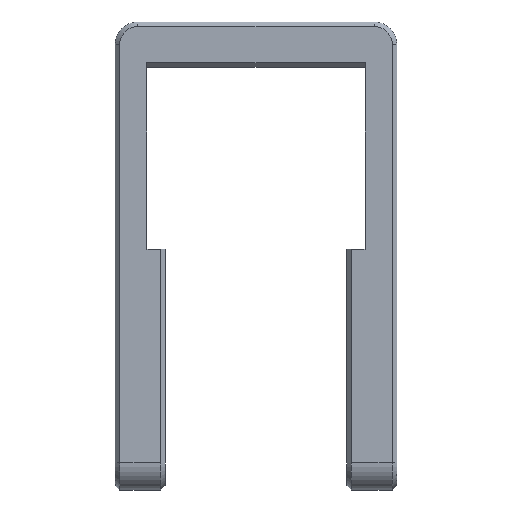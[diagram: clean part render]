
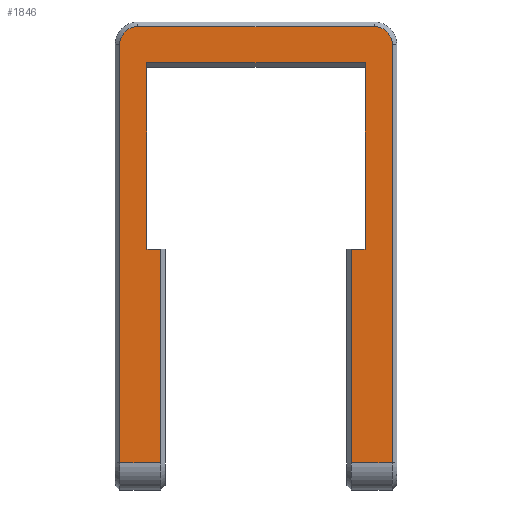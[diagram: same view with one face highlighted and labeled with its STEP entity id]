
A CAD part, front view. The second image highlights one B-rep face of the part: STEP entity #1846.
In plain terms, the highlighted planar face has unit normal (0, -1, 0).
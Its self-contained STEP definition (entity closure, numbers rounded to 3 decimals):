
#44 = CARTESIAN_POINT ( 'NONE',  ( 24., -6., -9. ) ) ;
#58 = CARTESIAN_POINT ( 'NONE',  ( 0., -6., -50. ) ) ;
#98 = VECTOR ( 'NONE', #1660, 1000. ) ;
#120 = VECTOR ( 'NONE', #430, 1000. ) ;
#137 = CARTESIAN_POINT ( 'NONE',  ( -26., -6., -1. ) ) ;
#152 = ORIENTED_EDGE ( 'NONE', *, *, #1194, .T. ) ;
#158 = ORIENTED_EDGE ( 'NONE', *, *, #1571, .T. ) ;
#203 = VERTEX_POINT ( 'NONE', #1234 ) ;
#206 = CARTESIAN_POINT ( 'NONE',  ( 21., -6., -50. ) ) ;
#269 = CARTESIAN_POINT ( 'NONE',  ( -24., -6., -50. ) ) ;
#277 = EDGE_CURVE ( 'NONE', #1893, #1063, #1191, .T. ) ;
#283 = CARTESIAN_POINT ( 'NONE',  ( -24., -6., -10. ) ) ;
#301 = EDGE_LOOP ( 'NONE', ( #921, #681, #804, #158, #537, #761, #1259, #943, #1566, #523, #152, #856, #1106, #1140 ) ) ;
#313 = DIRECTION ( 'NONE',  ( 1., 0., 0. ) ) ;
#346 = PLANE ( 'NONE',  #813 ) ;
#359 = LINE ( 'NONE', #662, #1457 ) ;
#375 = DIRECTION ( 'NONE',  ( 0., -1., 0. ) ) ;
#399 = EDGE_CURVE ( 'NONE', #1847, #1491, #1117, .T. ) ;
#417 = DIRECTION ( 'NONE',  ( 0., -1., 0. ) ) ;
#419 = EDGE_CURVE ( 'NONE', #1893, #1493, #1576, .T. ) ;
#430 = DIRECTION ( 'NONE',  ( 1., 0., 0. ) ) ;
#432 = DIRECTION ( 'NONE',  ( -1., 0., 0. ) ) ;
#447 = CARTESIAN_POINT ( 'NONE',  ( -21., -6., -50. ) ) ;
#455 = DIRECTION ( 'NONE',  ( 0., 0., 1. ) ) ;
#470 = CARTESIAN_POINT ( 'NONE',  ( 21., -6., -97. ) ) ;
#523 = ORIENTED_EDGE ( 'NONE', *, *, #989, .T. ) ;
#537 = ORIENTED_EDGE ( 'NONE', *, *, #1695, .T. ) ;
#549 = DIRECTION ( 'NONE',  ( 0., -1., 0. ) ) ;
#551 = EDGE_CURVE ( 'NONE', #1863, #1088, #1297, .T. ) ;
#596 = CARTESIAN_POINT ( 'NONE',  ( 24., -6., -50. ) ) ;
#622 = VECTOR ( 'NONE', #1708, 1000. ) ;
#662 = CARTESIAN_POINT ( 'NONE',  ( -21., -6., -50. ) ) ;
#681 = ORIENTED_EDGE ( 'NONE', *, *, #1056, .T. ) ;
#737 = CARTESIAN_POINT ( 'NONE',  ( 24., -6., -9. ) ) ;
#746 = CARTESIAN_POINT ( 'NONE',  ( 30., -6., -5. ) ) ;
#761 = ORIENTED_EDGE ( 'NONE', *, *, #909, .F. ) ;
#773 = VECTOR ( 'NONE', #1300, 1000. ) ;
#777 = VECTOR ( 'NONE', #1054, 1000. ) ;
#782 = DIRECTION ( 'NONE',  ( 0., 0., -1. ) ) ;
#804 = ORIENTED_EDGE ( 'NONE', *, *, #551, .T. ) ;
#813 = AXIS2_PLACEMENT_3D ( 'NONE', #1363, #375, #1499 ) ;
#856 = ORIENTED_EDGE ( 'NONE', *, *, #399, .T. ) ;
#866 = LINE ( 'NONE', #1780, #1599 ) ;
#869 = VERTEX_POINT ( 'NONE', #1860 ) ;
#909 = EDGE_CURVE ( 'NONE', #869, #1889, #1154, .T. ) ;
#921 = ORIENTED_EDGE ( 'NONE', *, *, #419, .T. ) ;
#943 = ORIENTED_EDGE ( 'NONE', *, *, #1511, .T. ) ;
#985 = CARTESIAN_POINT ( 'NONE',  ( -21., -6., -97. ) ) ;
#989 = EDGE_CURVE ( 'NONE', #1649, #1676, #1783, .T. ) ;
#1021 = CARTESIAN_POINT ( 'NONE',  ( -30., -6., -97. ) ) ;
#1054 = DIRECTION ( 'NONE',  ( 0., 0., -1. ) ) ;
#1056 = EDGE_CURVE ( 'NONE', #1493, #1863, #1694, .T. ) ;
#1063 = VERTEX_POINT ( 'NONE', #447 ) ;
#1066 = CARTESIAN_POINT ( 'NONE',  ( -24., -6., -50. ) ) ;
#1079 = VERTEX_POINT ( 'NONE', #1616 ) ;
#1082 = DIRECTION ( 'NONE',  ( 0., 0., 1. ) ) ;
#1088 = VERTEX_POINT ( 'NONE', #596 ) ;
#1106 = ORIENTED_EDGE ( 'NONE', *, *, #1379, .T. ) ;
#1117 = LINE ( 'NONE', #1289, #120 ) ;
#1140 = ORIENTED_EDGE ( 'NONE', *, *, #277, .F. ) ;
#1154 = LINE ( 'NONE', #1425, #773 ) ;
#1170 = VERTEX_POINT ( 'NONE', #206 ) ;
#1188 = VECTOR ( 'NONE', #1325, 1000. ) ;
#1191 = LINE ( 'NONE', #58, #98 ) ;
#1194 = EDGE_CURVE ( 'NONE', #1676, #1847, #866, .T. ) ;
#1232 = FACE_OUTER_BOUND ( 'NONE', #301, .T. ) ;
#1234 = CARTESIAN_POINT ( 'NONE',  ( 26., -6., -1. ) ) ;
#1259 = ORIENTED_EDGE ( 'NONE', *, *, #1698, .T. ) ;
#1271 = CARTESIAN_POINT ( 'NONE',  ( 26., -6., -5. ) ) ;
#1275 = DIRECTION ( 'NONE',  ( 0., 0., -1. ) ) ;
#1280 = DIRECTION ( 'NONE',  ( 0., 0., -1. ) ) ;
#1289 = CARTESIAN_POINT ( 'NONE',  ( -31., -6., -97. ) ) ;
#1295 = VECTOR ( 'NONE', #432, 1000. ) ;
#1297 = LINE ( 'NONE', #1332, #777 ) ;
#1300 = DIRECTION ( 'NONE',  ( -1., 0., 0. ) ) ;
#1325 = DIRECTION ( 'NONE',  ( 0., 0., 1. ) ) ;
#1332 = CARTESIAN_POINT ( 'NONE',  ( 24., -6., -10. ) ) ;
#1363 = CARTESIAN_POINT ( 'NONE',  ( 0., -6., 0. ) ) ;
#1379 = EDGE_CURVE ( 'NONE', #1491, #1063, #359, .T. ) ;
#1411 = CIRCLE ( 'NONE', #1840, 4. ) ;
#1425 = CARTESIAN_POINT ( 'NONE',  ( -31., -6., -97. ) ) ;
#1447 = CARTESIAN_POINT ( 'NONE',  ( -26., -6., -5. ) ) ;
#1454 = LINE ( 'NONE', #1729, #1295 ) ;
#1457 = VECTOR ( 'NONE', #1082, 1000. ) ;
#1484 = DIRECTION ( 'NONE',  ( 0., 0., -1. ) ) ;
#1491 = VERTEX_POINT ( 'NONE', #985 ) ;
#1493 = VERTEX_POINT ( 'NONE', #1550 ) ;
#1499 = DIRECTION ( 'NONE',  ( 0., 0., -1. ) ) ;
#1506 = LINE ( 'NONE', #470, #1856 ) ;
#1511 = EDGE_CURVE ( 'NONE', #1079, #203, #1411, .T. ) ;
#1549 = AXIS2_PLACEMENT_3D ( 'NONE', #1447, #417, #1275 ) ;
#1550 = CARTESIAN_POINT ( 'NONE',  ( -24., -6., -9. ) ) ;
#1554 = VECTOR ( 'NONE', #313, 1000. ) ;
#1566 = ORIENTED_EDGE ( 'NONE', *, *, #1685, .T. ) ;
#1571 = EDGE_CURVE ( 'NONE', #1088, #1170, #1574, .T. ) ;
#1574 = LINE ( 'NONE', #269, #622 ) ;
#1576 = LINE ( 'NONE', #283, #1859 ) ;
#1599 = VECTOR ( 'NONE', #782, 1000. ) ;
#1616 = CARTESIAN_POINT ( 'NONE',  ( 30., -6., -5. ) ) ;
#1649 = VERTEX_POINT ( 'NONE', #137 ) ;
#1660 = DIRECTION ( 'NONE',  ( 1., 0., 0. ) ) ;
#1668 = CARTESIAN_POINT ( 'NONE',  ( 21., -6., -97. ) ) ;
#1676 = VERTEX_POINT ( 'NONE', #1736 ) ;
#1685 = EDGE_CURVE ( 'NONE', #203, #1649, #1454, .T. ) ;
#1694 = LINE ( 'NONE', #737, #1554 ) ;
#1695 = EDGE_CURVE ( 'NONE', #1170, #1889, #1506, .T. ) ;
#1698 = EDGE_CURVE ( 'NONE', #869, #1079, #1809, .T. ) ;
#1708 = DIRECTION ( 'NONE',  ( -1., 0., 0. ) ) ;
#1729 = CARTESIAN_POINT ( 'NONE',  ( -26., -6., -1. ) ) ;
#1736 = CARTESIAN_POINT ( 'NONE',  ( -30., -6., -5. ) ) ;
#1780 = CARTESIAN_POINT ( 'NONE',  ( -30., -6., -97. ) ) ;
#1783 = CIRCLE ( 'NONE', #1549, 4. ) ;
#1809 = LINE ( 'NONE', #746, #1188 ) ;
#1840 = AXIS2_PLACEMENT_3D ( 'NONE', #1271, #549, #1280 ) ;
#1846 = ADVANCED_FACE ( 'NONE', ( #1232 ), #346, .T. ) ;
#1847 = VERTEX_POINT ( 'NONE', #1021 ) ;
#1856 = VECTOR ( 'NONE', #1484, 1000. ) ;
#1859 = VECTOR ( 'NONE', #455, 1000. ) ;
#1860 = CARTESIAN_POINT ( 'NONE',  ( 30., -6., -97. ) ) ;
#1863 = VERTEX_POINT ( 'NONE', #44 ) ;
#1889 = VERTEX_POINT ( 'NONE', #1668 ) ;
#1893 = VERTEX_POINT ( 'NONE', #1066 ) ;
